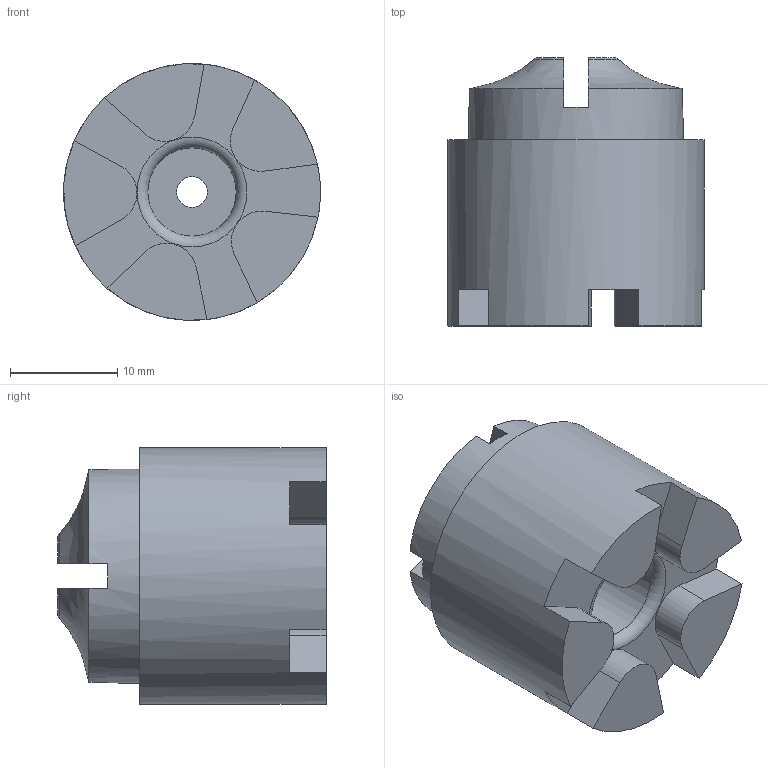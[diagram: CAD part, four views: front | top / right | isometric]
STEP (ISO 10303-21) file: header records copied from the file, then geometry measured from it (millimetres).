
FILE_DESCRIPTION(/* description */ (''),/* implementation_level */ '2;1');
FILE_NAME(/* name */ 'Impeller addapter.step',/* time_stamp */ '2020-03-25T12:03:36-04:00',/* author */ (''),/* organization */ (''),/* preprocessor_version */ 'ST-DEVELOPER v18',/* originating_system */ 'Autodesk Translation Framework v8.12.0.6',/* authorisation */ '');
FILE_SCHEMA (('AUTOMOTIVE_DESIGN { 1 0 10303 214 3 1 1 }'));
Length unit declared in the file: millimetre
Products named in the file (1): Impeller addapter
Bounding box: 24 x 25.05 x 24 mm (x, y, z)
Volume: 7829.1 mm3; surface area: 3287 mm2
Topology: 1 solids, 1 shells, 49 faces, 136 edges, 91 vertices
Faces by surface type: plane 27, cylinder 13, bspline 8, torus 1
Full cylindrical faces by diameter (mm): 2.9 x1, 8.25 x1, 20 x1, 24 x1
Entity records: 2491 total; most frequent: CARTESIAN_POINT 1237, ORIENTED_EDGE 272, DIRECTION 232, EDGE_CURVE 136, VERTEX_POINT 91, AXIS2_PLACEMENT_3D 82, LINE 68, VECTOR 68
